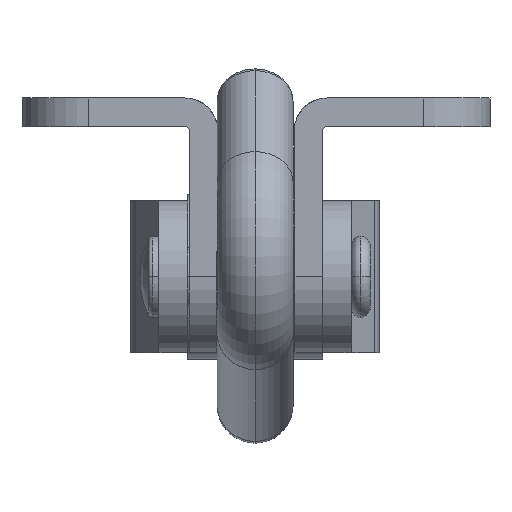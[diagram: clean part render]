
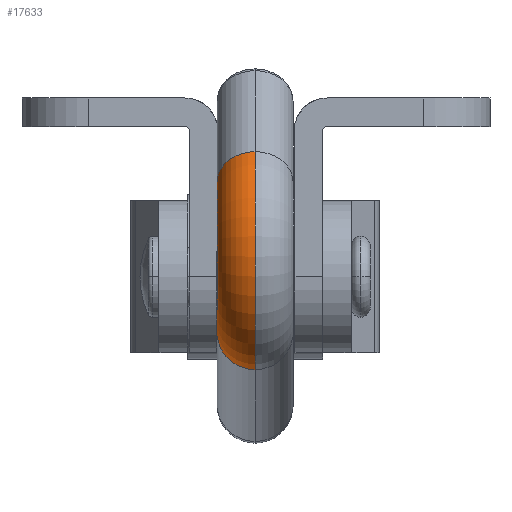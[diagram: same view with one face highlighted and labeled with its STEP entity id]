
A CAD part, left-side view. The second image highlights one B-rep face of the part: STEP entity #17633.
In plain terms, the highlighted toroidal (fillet/blend) face has major radius 8.8 mm and minor radius 4 mm.
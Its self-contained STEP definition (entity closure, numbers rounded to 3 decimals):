
#765 = FACE_OUTER_BOUND ( 'NONE', #2375, .T. ) ;
#781 = TOROIDAL_SURFACE ( 'NONE', #9998, 8.8, 4. ) ;
#2216 = VERTEX_POINT ( 'NONE', #15878 ) ;
#2221 = VERTEX_POINT ( 'NONE', #15883 ) ;
#2222 = VERTEX_POINT ( 'NONE', #15884 ) ;
#2375 = EDGE_LOOP ( 'NONE', ( #2500, #2494, #2505, #2504 ) ) ;
#2494 = ORIENTED_EDGE ( 'NONE', *, *, #3979, .T. ) ;
#2500 = ORIENTED_EDGE ( 'NONE', *, *, #3978, .F. ) ;
#2504 = ORIENTED_EDGE ( 'NONE', *, *, #3981, .F. ) ;
#2505 = ORIENTED_EDGE ( 'NONE', *, *, #3980, .T. ) ;
#3978 = EDGE_CURVE ( 'NONE', #8563, #2216, #14588, .T. ) ;
#3979 = EDGE_CURVE ( 'NONE', #8563, #2221, #14590, .T. ) ;
#3980 = EDGE_CURVE ( 'NONE', #2221, #2222, #14591, .T. ) ;
#3981 = EDGE_CURVE ( 'NONE', #2216, #2222, #14593, .T. ) ;
#4397 = CARTESIAN_POINT ( 'NONE',  ( -145.287, -13.936, 0. ) ) ;
#4398 = DIRECTION ( 'NONE',  ( 0.94, 0.342, 0. ) ) ;
#4399 = DIRECTION ( 'NONE',  ( 0., 0., -1. ) ) ;
#4401 = CARTESIAN_POINT ( 'NONE',  ( -142.278, -22.205, 0. ) ) ;
#4402 = DIRECTION ( 'NONE',  ( 0., 0., 1. ) ) ;
#4403 = DIRECTION ( 'NONE',  ( 1., 0., 0. ) ) ;
#4405 = CARTESIAN_POINT ( 'NONE',  ( -146.273, -30.046, 0. ) ) ;
#4406 = DIRECTION ( 'NONE',  ( -0.891, 0.454, 0. ) ) ;
#4407 = DIRECTION ( 'NONE',  ( 0., 0., -1. ) ) ;
#4408 = CARTESIAN_POINT ( 'NONE',  ( -142.278, -22.205, 0. ) ) ;
#4409 = DIRECTION ( 'NONE',  ( 0., 0., 1. ) ) ;
#4410 = DIRECTION ( 'NONE',  ( 1., 0., 0. ) ) ;
#6608 = DIRECTION ( 'NONE',  ( 0., 0., 1. ) ) ;
#6612 = CARTESIAN_POINT ( 'NONE',  ( -142.278, -22.205, 0. ) ) ;
#6614 = DIRECTION ( 'NONE',  ( 1., 0., 0. ) ) ;
#8563 = VERTEX_POINT ( 'NONE', #20391 ) ;
#9998 = AXIS2_PLACEMENT_3D ( 'NONE', #6612, #6608, #6614 ) ;
#13436 = AXIS2_PLACEMENT_3D ( 'NONE', #4397, #4398, #4399 ) ;
#13437 = AXIS2_PLACEMENT_3D ( 'NONE', #4401, #4402, #4403 ) ;
#13438 = AXIS2_PLACEMENT_3D ( 'NONE', #4405, #4406, #4407 ) ;
#13439 = AXIS2_PLACEMENT_3D ( 'NONE', #4408, #4409, #4410 ) ;
#14588 = CIRCLE ( 'NONE', #13436, 4. ) ;
#14590 = CIRCLE ( 'NONE', #13437, 12.8 ) ;
#14591 = CIRCLE ( 'NONE', #13438, 4. ) ;
#14593 = CIRCLE ( 'NONE', #13439, 4.8 ) ;
#15878 = CARTESIAN_POINT ( 'NONE',  ( -143.919, -17.694, 0. ) ) ;
#15883 = CARTESIAN_POINT ( 'NONE',  ( -148.089, -33.61, 0. ) ) ;
#15884 = CARTESIAN_POINT ( 'NONE',  ( -144.457, -26.482, 0. ) ) ;
#17633 = ADVANCED_FACE ( 'NONE', ( #765 ), #781, .T. ) ;
#20391 = CARTESIAN_POINT ( 'NONE',  ( -146.656, -10.177, 0. ) ) ;
